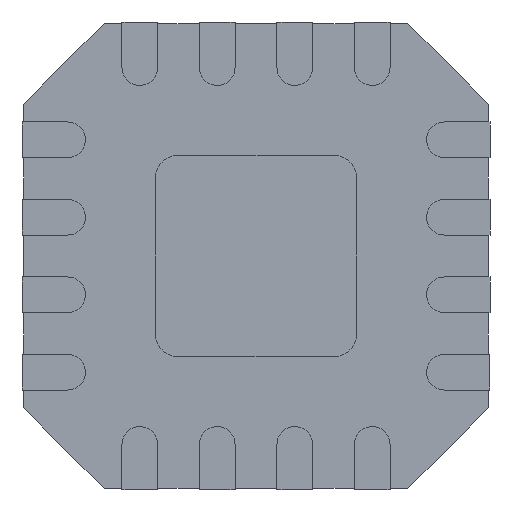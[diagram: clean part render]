
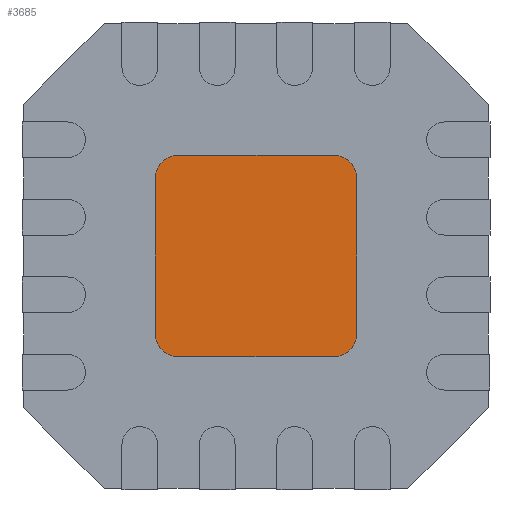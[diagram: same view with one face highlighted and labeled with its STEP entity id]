
A CAD part, front view. The second image highlights one B-rep face of the part: STEP entity #3685.
In plain terms, the highlighted planar face has unit normal (0, -1, 0).
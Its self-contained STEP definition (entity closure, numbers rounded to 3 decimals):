
#91 = DIRECTION ( 'NONE',  ( 0., 1., 0. ) ) ;
#155 = AXIS2_PLACEMENT_3D ( 'NONE', #2824, #6199, #3306 ) ;
#573 = ORIENTED_EDGE ( 'NONE', *, *, #2045, .F. ) ;
#715 = CARTESIAN_POINT ( 'NONE',  ( -0.5, -0.03, -0.5 ) ) ;
#869 = VERTEX_POINT ( 'NONE', #1710 ) ;
#886 = AXIS2_PLACEMENT_3D ( 'NONE', #2976, #91, #3468 ) ;
#1124 = CARTESIAN_POINT ( 'NONE',  ( -0.65, -0.03, -0.65 ) ) ;
#1208 = DIRECTION ( 'NONE',  ( 0., 0., 1. ) ) ;
#1221 = CARTESIAN_POINT ( 'NONE',  ( -0.65, -0.03, -0.65 ) ) ;
#1292 = FACE_OUTER_BOUND ( 'NONE', #5232, .T. ) ;
#1297 = VERTEX_POINT ( 'NONE', #3092 ) ;
#1299 = LINE ( 'NONE', #5193, #4858 ) ;
#1335 = DIRECTION ( 'NONE',  ( -1., 0., 0. ) ) ;
#1710 = CARTESIAN_POINT ( 'NONE',  ( 0.65, -0.03, 0.5 ) ) ;
#1712 = DIRECTION ( 'NONE',  ( 0., 0., -1. ) ) ;
#1737 = CARTESIAN_POINT ( 'NONE',  ( 0.5, -0.03, 0.65 ) ) ;
#1791 = EDGE_CURVE ( 'NONE', #3061, #5964, #5230, .T. ) ;
#1993 = VERTEX_POINT ( 'NONE', #5805 ) ;
#2045 = EDGE_CURVE ( 'NONE', #4708, #3190, #5004, .T. ) ;
#2287 = ORIENTED_EDGE ( 'NONE', *, *, #5263, .T. ) ;
#2559 = CARTESIAN_POINT ( 'NONE',  ( 0.65, -0.03, 0.65 ) ) ;
#2568 = CARTESIAN_POINT ( 'NONE',  ( 0.65, -0.03, -0.5 ) ) ;
#2630 = EDGE_CURVE ( 'NONE', #4031, #5964, #5763, .T. ) ;
#2636 = CARTESIAN_POINT ( 'NONE',  ( 0.5, -0.03, -0.65 ) ) ;
#2824 = CARTESIAN_POINT ( 'NONE',  ( -0.5, -0.03, 0.5 ) ) ;
#2833 = EDGE_CURVE ( 'NONE', #4031, #869, #5600, .T. ) ;
#2854 = CARTESIAN_POINT ( 'NONE',  ( 0.5, -0.03, 0.5 ) ) ;
#2976 = CARTESIAN_POINT ( 'NONE',  ( 0.5, -0.03, -0.5 ) ) ;
#3029 = EDGE_CURVE ( 'NONE', #4708, #869, #3575, .T. ) ;
#3045 = CARTESIAN_POINT ( 'NONE',  ( -0.5, -0.03, 0.65 ) ) ;
#3061 = VERTEX_POINT ( 'NONE', #5462 ) ;
#3092 = CARTESIAN_POINT ( 'NONE',  ( -0.65, -0.03, -0.5 ) ) ;
#3117 = ORIENTED_EDGE ( 'NONE', *, *, #5471, .F. ) ;
#3190 = VERTEX_POINT ( 'NONE', #2636 ) ;
#3276 = CIRCLE ( 'NONE', #5224, 0.15 ) ;
#3284 = LINE ( 'NONE', #1124, #5839 ) ;
#3306 = DIRECTION ( 'NONE',  ( 0., 0., 1. ) ) ;
#3335 = DIRECTION ( 'NONE',  ( 0., 0., 1. ) ) ;
#3468 = DIRECTION ( 'NONE',  ( 0., 0., 1. ) ) ;
#3575 = LINE ( 'NONE', #2559, #5829 ) ;
#3685 = ADVANCED_FACE ( 'NONE', ( #1292 ), #5073, .T. ) ;
#3744 = CARTESIAN_POINT ( 'NONE',  ( -0.65, -0.03, 0.65 ) ) ;
#3770 = DIRECTION ( 'NONE',  ( 0., 0., -1. ) ) ;
#4004 = ORIENTED_EDGE ( 'NONE', *, *, #2833, .F. ) ;
#4031 = VERTEX_POINT ( 'NONE', #1737 ) ;
#4102 = DIRECTION ( 'NONE',  ( 0., 1., 0. ) ) ;
#4172 = ORIENTED_EDGE ( 'NONE', *, *, #3029, .T. ) ;
#4183 = VECTOR ( 'NONE', #1335, 1000. ) ;
#4289 = AXIS2_PLACEMENT_3D ( 'NONE', #1221, #4594, #1712 ) ;
#4333 = ORIENTED_EDGE ( 'NONE', *, *, #1791, .F. ) ;
#4508 = DIRECTION ( 'NONE',  ( 1., 0., 0. ) ) ;
#4594 = DIRECTION ( 'NONE',  ( 0., -1., 0. ) ) ;
#4708 = VERTEX_POINT ( 'NONE', #2568 ) ;
#4732 = ORIENTED_EDGE ( 'NONE', *, *, #2630, .T. ) ;
#4858 = VECTOR ( 'NONE', #3770, 1000. ) ;
#5004 = CIRCLE ( 'NONE', #886, 0.15 ) ;
#5039 = AXIS2_PLACEMENT_3D ( 'NONE', #2854, #6237, #3335 ) ;
#5073 = PLANE ( 'NONE',  #4289 ) ;
#5193 = CARTESIAN_POINT ( 'NONE',  ( -0.65, -0.03, 0.65 ) ) ;
#5224 = AXIS2_PLACEMENT_3D ( 'NONE', #715, #4102, #1208 ) ;
#5230 = CIRCLE ( 'NONE', #155, 0.15 ) ;
#5232 = EDGE_LOOP ( 'NONE', ( #6220, #3117, #2287, #573, #4172, #4004, #4732, #4333 ) ) ;
#5263 = EDGE_CURVE ( 'NONE', #1993, #3190, #3284, .T. ) ;
#5462 = CARTESIAN_POINT ( 'NONE',  ( -0.65, -0.03, 0.5 ) ) ;
#5471 = EDGE_CURVE ( 'NONE', #1993, #1297, #3276, .T. ) ;
#5600 = CIRCLE ( 'NONE', #5039, 0.15 ) ;
#5655 = EDGE_CURVE ( 'NONE', #3061, #1297, #1299, .T. ) ;
#5763 = LINE ( 'NONE', #3744, #4183 ) ;
#5805 = CARTESIAN_POINT ( 'NONE',  ( -0.5, -0.03, -0.65 ) ) ;
#5829 = VECTOR ( 'NONE', #5923, 1000. ) ;
#5839 = VECTOR ( 'NONE', #4508, 1000. ) ;
#5923 = DIRECTION ( 'NONE',  ( 0., 0., 1. ) ) ;
#5964 = VERTEX_POINT ( 'NONE', #3045 ) ;
#6199 = DIRECTION ( 'NONE',  ( 0., 1., 0. ) ) ;
#6220 = ORIENTED_EDGE ( 'NONE', *, *, #5655, .T. ) ;
#6237 = DIRECTION ( 'NONE',  ( 0., 1., 0. ) ) ;
